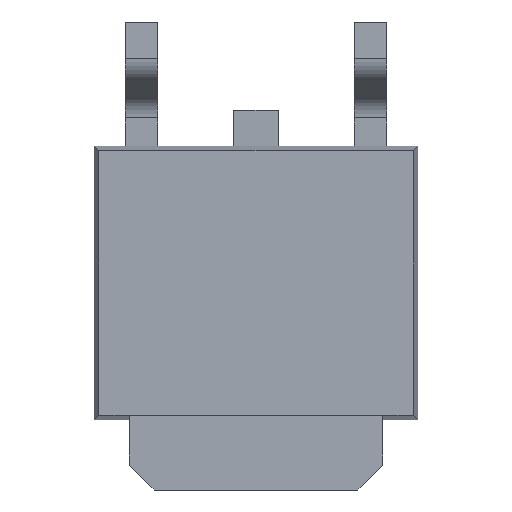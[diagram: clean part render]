
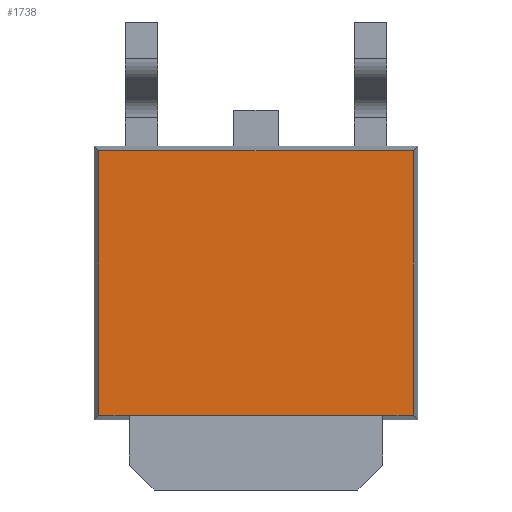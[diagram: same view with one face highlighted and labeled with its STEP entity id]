
A CAD part, front view. The second image highlights one B-rep face of the part: STEP entity #1738.
In plain terms, the highlighted planar face has unit normal (0, -1, 0).
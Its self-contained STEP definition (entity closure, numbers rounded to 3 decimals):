
#54 = ORIENTED_EDGE ( 'NONE', *, *, #440, .F. ) ;
#82 = ORIENTED_EDGE ( 'NONE', *, *, #615, .F. ) ;
#89 = EDGE_CURVE ( 'NONE', #1675, #1062, #1269, .T. ) ;
#167 = PLANE ( 'NONE',  #201 ) ;
#201 = AXIS2_PLACEMENT_3D ( 'NONE', #1334, #1138, #1268 ) ;
#229 = FACE_OUTER_BOUND ( 'NONE', #909, .T. ) ;
#241 = EDGE_CURVE ( 'NONE', #1303, #1187, #1703, .T. ) ;
#341 = CARTESIAN_POINT ( 'NONE',  ( -3.162, -0.5, -2.662 ) ) ;
#394 = VECTOR ( 'NONE', #1016, 1000. ) ;
#440 = EDGE_CURVE ( 'NONE', #1234, #1675, #617, .T. ) ;
#441 = CARTESIAN_POINT ( 'NONE',  ( -3.162, -0.5, 0. ) ) ;
#468 = ORIENTED_EDGE ( 'NONE', *, *, #89, .F. ) ;
#525 = VECTOR ( 'NONE', #760, 1000. ) ;
#615 = EDGE_CURVE ( 'NONE', #1746, #1303, #1129, .T. ) ;
#617 = LINE ( 'NONE', #1474, #1202 ) ;
#760 = DIRECTION ( 'NONE',  ( 0., 0., 1. ) ) ;
#778 = VECTOR ( 'NONE', #1712, 1000. ) ;
#824 = DIRECTION ( 'NONE',  ( 0., 0., -1. ) ) ;
#847 = DIRECTION ( 'NONE',  ( 1., 0., 0. ) ) ;
#900 = EDGE_CURVE ( 'NONE', #1187, #1234, #977, .T. ) ;
#909 = EDGE_LOOP ( 'NONE', ( #1243, #468, #54, #1244, #1132, #82 ) ) ;
#949 = CARTESIAN_POINT ( 'NONE',  ( 2.55, -0.5, -2.662 ) ) ;
#950 = CARTESIAN_POINT ( 'NONE',  ( 0., -0.5, 2.662 ) ) ;
#955 = CARTESIAN_POINT ( 'NONE',  ( 3.162, -0.5, -2.662 ) ) ;
#977 = LINE ( 'NONE', #950, #1051 ) ;
#1009 = CARTESIAN_POINT ( 'NONE',  ( 0., -0.5, -2.662 ) ) ;
#1016 = DIRECTION ( 'NONE',  ( -1., 0., 0. ) ) ;
#1023 = VECTOR ( 'NONE', #1079, 1000. ) ;
#1051 = VECTOR ( 'NONE', #847, 1000. ) ;
#1062 = VERTEX_POINT ( 'NONE', #949 ) ;
#1079 = DIRECTION ( 'NONE',  ( -1., 0., 0. ) ) ;
#1129 = LINE ( 'NONE', #1465, #778 ) ;
#1132 = ORIENTED_EDGE ( 'NONE', *, *, #241, .F. ) ;
#1138 = DIRECTION ( 'NONE',  ( 0., 1., 0. ) ) ;
#1143 = EDGE_CURVE ( 'NONE', #1062, #1746, #1730, .T. ) ;
#1175 = CARTESIAN_POINT ( 'NONE',  ( -3.162, -0.5, 2.662 ) ) ;
#1187 = VERTEX_POINT ( 'NONE', #1175 ) ;
#1202 = VECTOR ( 'NONE', #824, 1000. ) ;
#1234 = VERTEX_POINT ( 'NONE', #1353 ) ;
#1243 = ORIENTED_EDGE ( 'NONE', *, *, #1143, .F. ) ;
#1244 = ORIENTED_EDGE ( 'NONE', *, *, #900, .F. ) ;
#1268 = DIRECTION ( 'NONE',  ( 0., 0., 1. ) ) ;
#1269 = LINE ( 'NONE', #1337, #1023 ) ;
#1303 = VERTEX_POINT ( 'NONE', #341 ) ;
#1316 = CARTESIAN_POINT ( 'NONE',  ( -2.55, -0.5, -2.662 ) ) ;
#1334 = CARTESIAN_POINT ( 'NONE',  ( 0., -0.5, 0. ) ) ;
#1337 = CARTESIAN_POINT ( 'NONE',  ( 0., -0.5, -2.662 ) ) ;
#1353 = CARTESIAN_POINT ( 'NONE',  ( 3.162, -0.5, 2.662 ) ) ;
#1465 = CARTESIAN_POINT ( 'NONE',  ( 0., -0.5, -2.662 ) ) ;
#1474 = CARTESIAN_POINT ( 'NONE',  ( 3.162, -0.5, 0. ) ) ;
#1675 = VERTEX_POINT ( 'NONE', #955 ) ;
#1703 = LINE ( 'NONE', #441, #525 ) ;
#1712 = DIRECTION ( 'NONE',  ( -1., 0., 0. ) ) ;
#1730 = LINE ( 'NONE', #1009, #394 ) ;
#1738 = ADVANCED_FACE ( 'NONE', ( #229 ), #167, .F. ) ;
#1746 = VERTEX_POINT ( 'NONE', #1316 ) ;
